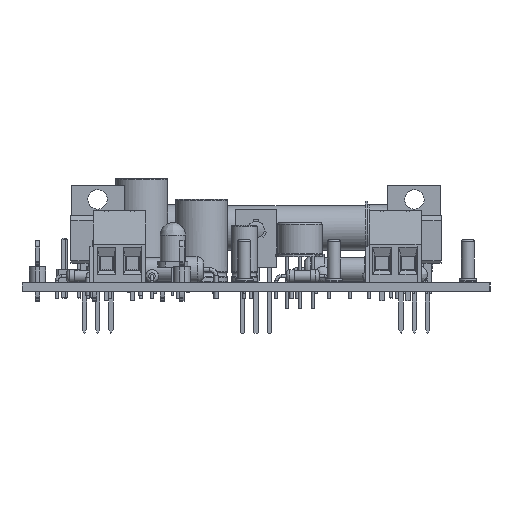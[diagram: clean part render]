
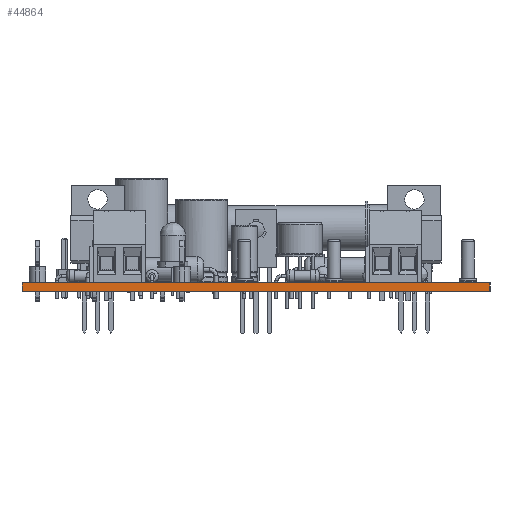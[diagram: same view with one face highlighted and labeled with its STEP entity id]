
A CAD part, left-side view. The second image highlights one B-rep face of the part: STEP entity #44864.
In plain terms, the highlighted planar face has unit normal (-1, 0, 0).
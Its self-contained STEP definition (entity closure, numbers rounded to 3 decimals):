
#44864 = ADVANCED_FACE('',(#44865),#44879,.T.);
#44865 = FACE_BOUND('',#44866,.T.);
#44866 = EDGE_LOOP('',(#44867,#44902,#44930,#44958));
#44867 = ORIENTED_EDGE('',*,*,#44868,.T.);
#44868 = EDGE_CURVE('',#44869,#44871,#44873,.T.);
#44869 = VERTEX_POINT('',#44870);
#44870 = CARTESIAN_POINT('',(0.,-0.,0.));
#44871 = VERTEX_POINT('',#44872);
#44872 = CARTESIAN_POINT('',(0.,0.,1.6));
#44873 = SURFACE_CURVE('',#44874,(#44878,#44890),.PCURVE_S1.);
#44874 = LINE('',#44875,#44876);
#44875 = CARTESIAN_POINT('',(0.,-0.,0.));
#44876 = VECTOR('',#44877,1.);
#44877 = DIRECTION('',(0.,0.,1.));
#44878 = PCURVE('',#44879,#44884);
#44879 = PLANE('',#44880);
#44880 = AXIS2_PLACEMENT_3D('',#44881,#44882,#44883);
#44881 = CARTESIAN_POINT('',(0.,0.,0.));
#44882 = DIRECTION('',(-1.,0.,0.));
#44883 = DIRECTION('',(0.,1.,0.));
#44884 = DEFINITIONAL_REPRESENTATION('',(#44885),#44889);
#44885 = LINE('',#44886,#44887);
#44886 = CARTESIAN_POINT('',(0.,0.));
#44887 = VECTOR('',#44888,1.);
#44888 = DIRECTION('',(0.,-1.));
#44889 = ( GEOMETRIC_REPRESENTATION_CONTEXT(2) 
PARAMETRIC_REPRESENTATION_CONTEXT() REPRESENTATION_CONTEXT('2D SPACE',''
  ) );
#44890 = PCURVE('',#44891,#44896);
#44891 = PLANE('',#44892);
#44892 = AXIS2_PLACEMENT_3D('',#44893,#44894,#44895);
#44893 = CARTESIAN_POINT('',(140.,0.,0.));
#44894 = DIRECTION('',(0.,-1.,0.));
#44895 = DIRECTION('',(-1.,0.,0.));
#44896 = DEFINITIONAL_REPRESENTATION('',(#44897),#44901);
#44897 = LINE('',#44898,#44899);
#44898 = CARTESIAN_POINT('',(140.,0.));
#44899 = VECTOR('',#44900,1.);
#44900 = DIRECTION('',(0.,-1.));
#44901 = ( GEOMETRIC_REPRESENTATION_CONTEXT(2) 
PARAMETRIC_REPRESENTATION_CONTEXT() REPRESENTATION_CONTEXT('2D SPACE',''
  ) );
#44902 = ORIENTED_EDGE('',*,*,#44903,.T.);
#44903 = EDGE_CURVE('',#44871,#44904,#44906,.T.);
#44904 = VERTEX_POINT('',#44905);
#44905 = CARTESIAN_POINT('',(0.,90.,1.6));
#44906 = SURFACE_CURVE('',#44907,(#44911,#44918),.PCURVE_S1.);
#44907 = LINE('',#44908,#44909);
#44908 = CARTESIAN_POINT('',(0.,0.,1.6));
#44909 = VECTOR('',#44910,1.);
#44910 = DIRECTION('',(0.,1.,0.));
#44911 = PCURVE('',#44879,#44912);
#44912 = DEFINITIONAL_REPRESENTATION('',(#44913),#44917);
#44913 = LINE('',#44914,#44915);
#44914 = CARTESIAN_POINT('',(0.,-1.6));
#44915 = VECTOR('',#44916,1.);
#44916 = DIRECTION('',(1.,0.));
#44917 = ( GEOMETRIC_REPRESENTATION_CONTEXT(2) 
PARAMETRIC_REPRESENTATION_CONTEXT() REPRESENTATION_CONTEXT('2D SPACE',''
  ) );
#44918 = PCURVE('',#44919,#44924);
#44919 = PLANE('',#44920);
#44920 = AXIS2_PLACEMENT_3D('',#44921,#44922,#44923);
#44921 = CARTESIAN_POINT('',(70.,45.,1.6));
#44922 = DIRECTION('',(-0.,-0.,-1.));
#44923 = DIRECTION('',(-1.,0.,0.));
#44924 = DEFINITIONAL_REPRESENTATION('',(#44925),#44929);
#44925 = LINE('',#44926,#44927);
#44926 = CARTESIAN_POINT('',(70.,-45.));
#44927 = VECTOR('',#44928,1.);
#44928 = DIRECTION('',(0.,1.));
#44929 = ( GEOMETRIC_REPRESENTATION_CONTEXT(2) 
PARAMETRIC_REPRESENTATION_CONTEXT() REPRESENTATION_CONTEXT('2D SPACE',''
  ) );
#44930 = ORIENTED_EDGE('',*,*,#44931,.F.);
#44931 = EDGE_CURVE('',#44932,#44904,#44934,.T.);
#44932 = VERTEX_POINT('',#44933);
#44933 = CARTESIAN_POINT('',(0.,90.,0.));
#44934 = SURFACE_CURVE('',#44935,(#44939,#44946),.PCURVE_S1.);
#44935 = LINE('',#44936,#44937);
#44936 = CARTESIAN_POINT('',(0.,90.,0.));
#44937 = VECTOR('',#44938,1.);
#44938 = DIRECTION('',(0.,0.,1.));
#44939 = PCURVE('',#44879,#44940);
#44940 = DEFINITIONAL_REPRESENTATION('',(#44941),#44945);
#44941 = LINE('',#44942,#44943);
#44942 = CARTESIAN_POINT('',(90.,0.));
#44943 = VECTOR('',#44944,1.);
#44944 = DIRECTION('',(0.,-1.));
#44945 = ( GEOMETRIC_REPRESENTATION_CONTEXT(2) 
PARAMETRIC_REPRESENTATION_CONTEXT() REPRESENTATION_CONTEXT('2D SPACE',''
  ) );
#44946 = PCURVE('',#44947,#44952);
#44947 = PLANE('',#44948);
#44948 = AXIS2_PLACEMENT_3D('',#44949,#44950,#44951);
#44949 = CARTESIAN_POINT('',(0.,90.,0.));
#44950 = DIRECTION('',(0.,1.,0.));
#44951 = DIRECTION('',(1.,0.,0.));
#44952 = DEFINITIONAL_REPRESENTATION('',(#44953),#44957);
#44953 = LINE('',#44954,#44955);
#44954 = CARTESIAN_POINT('',(0.,0.));
#44955 = VECTOR('',#44956,1.);
#44956 = DIRECTION('',(0.,-1.));
#44957 = ( GEOMETRIC_REPRESENTATION_CONTEXT(2) 
PARAMETRIC_REPRESENTATION_CONTEXT() REPRESENTATION_CONTEXT('2D SPACE',''
  ) );
#44958 = ORIENTED_EDGE('',*,*,#44959,.F.);
#44959 = EDGE_CURVE('',#44869,#44932,#44960,.T.);
#44960 = SURFACE_CURVE('',#44961,(#44965,#44972),.PCURVE_S1.);
#44961 = LINE('',#44962,#44963);
#44962 = CARTESIAN_POINT('',(0.,-0.,0.));
#44963 = VECTOR('',#44964,1.);
#44964 = DIRECTION('',(0.,1.,0.));
#44965 = PCURVE('',#44879,#44966);
#44966 = DEFINITIONAL_REPRESENTATION('',(#44967),#44971);
#44967 = LINE('',#44968,#44969);
#44968 = CARTESIAN_POINT('',(0.,0.));
#44969 = VECTOR('',#44970,1.);
#44970 = DIRECTION('',(1.,0.));
#44971 = ( GEOMETRIC_REPRESENTATION_CONTEXT(2) 
PARAMETRIC_REPRESENTATION_CONTEXT() REPRESENTATION_CONTEXT('2D SPACE',''
  ) );
#44972 = PCURVE('',#44973,#44978);
#44973 = PLANE('',#44974);
#44974 = AXIS2_PLACEMENT_3D('',#44975,#44976,#44977);
#44975 = CARTESIAN_POINT('',(70.,45.,0.));
#44976 = DIRECTION('',(-0.,-0.,-1.));
#44977 = DIRECTION('',(-1.,0.,0.));
#44978 = DEFINITIONAL_REPRESENTATION('',(#44979),#44983);
#44979 = LINE('',#44980,#44981);
#44980 = CARTESIAN_POINT('',(70.,-45.));
#44981 = VECTOR('',#44982,1.);
#44982 = DIRECTION('',(0.,1.));
#44983 = ( GEOMETRIC_REPRESENTATION_CONTEXT(2) 
PARAMETRIC_REPRESENTATION_CONTEXT() REPRESENTATION_CONTEXT('2D SPACE',''
  ) );
